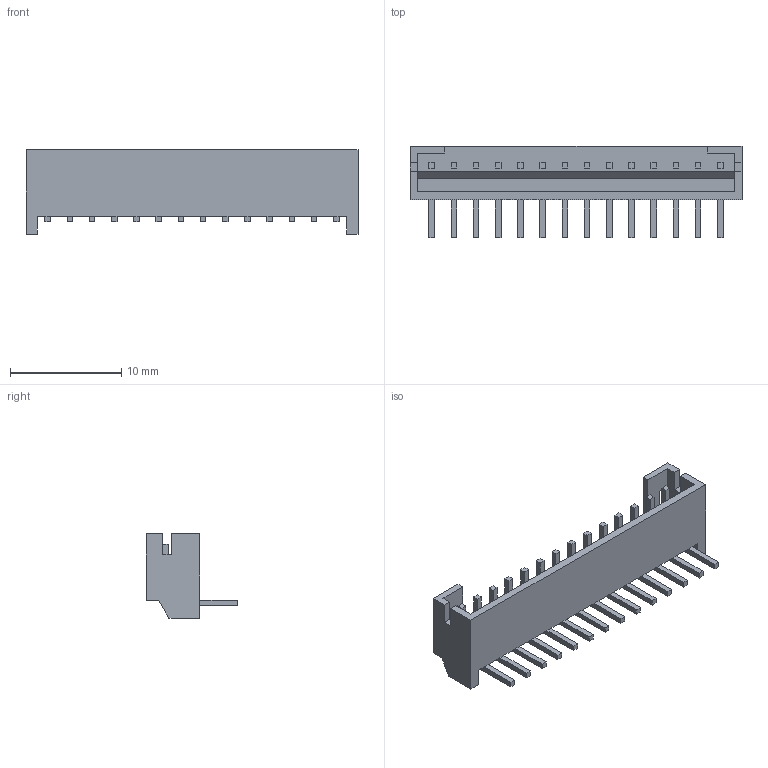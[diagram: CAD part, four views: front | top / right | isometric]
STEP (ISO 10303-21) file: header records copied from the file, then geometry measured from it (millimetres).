
FILE_DESCRIPTION (( 'STEP AP214' ), '1' );
FILE_NAME ('S14B-PH-K-S.STEP', '2011-09-21T00:45:22', ( ' ' ), ( ' ' ), 'SwSTEP 2.0', 'SolidWorks 2005235', '' );
FILE_SCHEMA (( 'AUTOMOTIVE_DESIGN' ));
Length unit declared in the file: millimetre
Products named in the file (1): S14B-PH-K-S
Bounding box: 29.9 x 8.2 x 7.6 mm (x, y, z)
Volume: 387.3 mm3; surface area: 1070.6 mm2
Topology: 1 solids, 1 shells, 190 faces, 504 edges, 326 vertices
Faces by surface type: plane 176, cylinder 14
Entity records: 6183 total; most frequent: CARTESIAN_POINT 1021, ORIENTED_EDGE 1008, DIRECTION 914, EDGE_CURVE 504, VECTOR 476, LINE 476, VERTEX_POINT 326, AXIS2_PLACEMENT_3D 219
